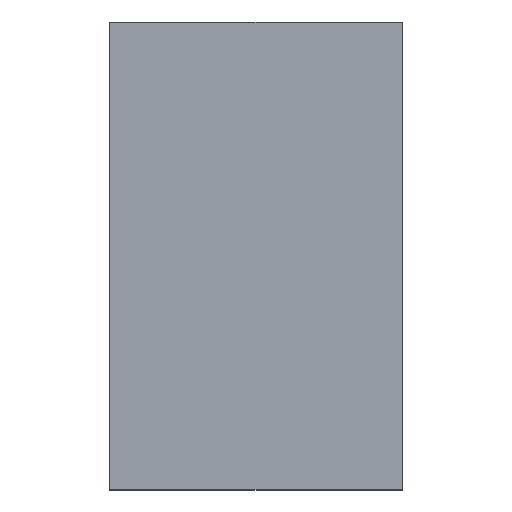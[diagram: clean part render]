
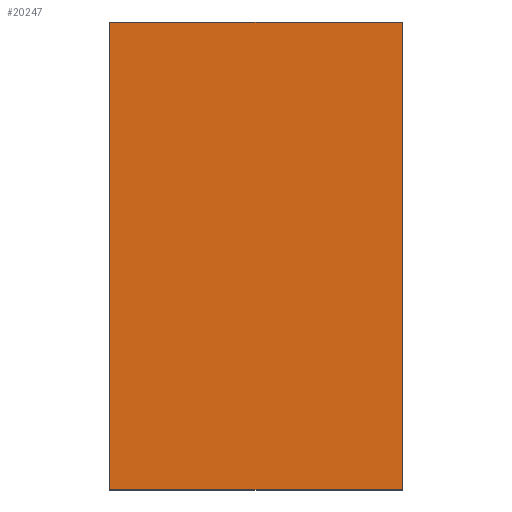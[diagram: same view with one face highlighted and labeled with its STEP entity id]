
A CAD part, top view. The second image highlights one B-rep face of the part: STEP entity #20247.
In plain terms, the highlighted planar face has unit normal (0, 0, 1).
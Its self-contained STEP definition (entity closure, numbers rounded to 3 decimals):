
#19832 = VERTEX_POINT('',#19833);
#19833 = CARTESIAN_POINT('',(-50.,80.,15.));
#19839 = EDGE_CURVE('',#19832,#19840,#19842,.T.);
#19840 = VERTEX_POINT('',#19841);
#19841 = CARTESIAN_POINT('',(50.,80.,15.));
#19842 = LINE('',#19843,#19844);
#19843 = CARTESIAN_POINT('',(-50.,80.,15.));
#19844 = VECTOR('',#19845,1.);
#19845 = DIRECTION('',(1.,0.,0.));
#19863 = VERTEX_POINT('',#19864);
#19864 = CARTESIAN_POINT('',(-50.,-80.,15.));
#19870 = EDGE_CURVE('',#19863,#19832,#19871,.T.);
#19871 = LINE('',#19872,#19873);
#19872 = CARTESIAN_POINT('',(-50.,-80.,15.));
#19873 = VECTOR('',#19874,1.);
#19874 = DIRECTION('',(0.,1.,0.));
#19887 = EDGE_CURVE('',#19840,#19888,#19890,.T.);
#19888 = VERTEX_POINT('',#19889);
#19889 = CARTESIAN_POINT('',(50.,-80.,15.));
#19890 = LINE('',#19891,#19892);
#19891 = CARTESIAN_POINT('',(50.,80.,15.));
#19892 = VECTOR('',#19893,1.);
#19893 = DIRECTION('',(0.,-1.,0.));
#19911 = EDGE_CURVE('',#19888,#19863,#19912,.T.);
#19912 = LINE('',#19913,#19914);
#19913 = CARTESIAN_POINT('',(50.,-80.,15.));
#19914 = VECTOR('',#19915,1.);
#19915 = DIRECTION('',(-1.,0.,0.));
#20247 = ADVANCED_FACE('',(#20248),#20254,.F.);
#20248 = FACE_BOUND('',#20249,.F.);
#20249 = EDGE_LOOP('',(#20250,#20251,#20252,#20253));
#20250 = ORIENTED_EDGE('',*,*,#19839,.T.);
#20251 = ORIENTED_EDGE('',*,*,#19887,.T.);
#20252 = ORIENTED_EDGE('',*,*,#19911,.T.);
#20253 = ORIENTED_EDGE('',*,*,#19870,.T.);
#20254 = PLANE('',#20255);
#20255 = AXIS2_PLACEMENT_3D('',#20256,#20257,#20258);
#20256 = CARTESIAN_POINT('',(0.,0.,15.));
#20257 = DIRECTION('',(-0.,-0.,-1.));
#20258 = DIRECTION('',(-1.,0.,0.));
